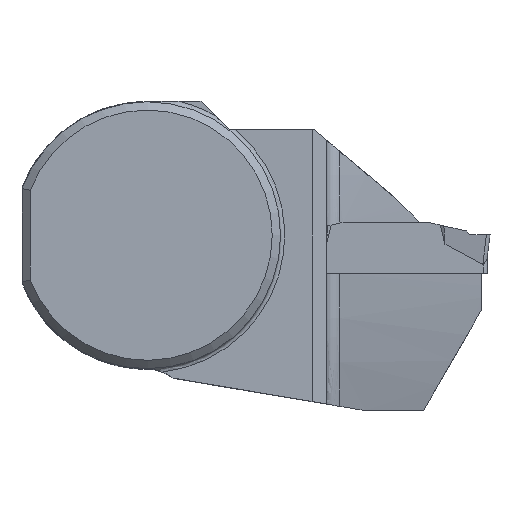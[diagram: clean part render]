
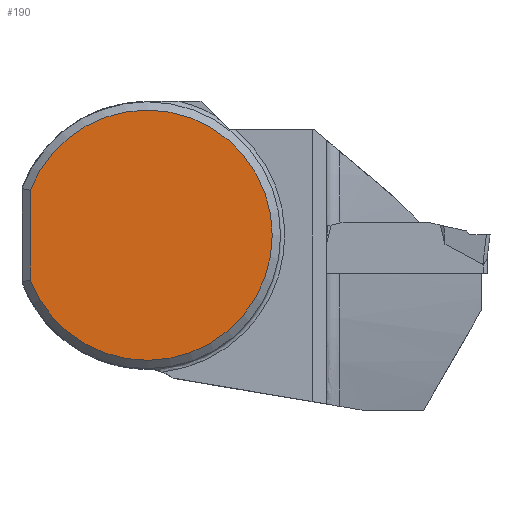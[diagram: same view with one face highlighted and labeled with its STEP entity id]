
A CAD part, top view. The second image highlights one B-rep face of the part: STEP entity #190.
In plain terms, the highlighted planar face has unit normal (0, 0, 1).
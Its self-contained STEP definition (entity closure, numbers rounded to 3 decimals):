
#136=PLANE('',#1475);
#190=ADVANCED_FACE('',(#270),#136,.F.);
#270=FACE_OUTER_BOUND('',#338,.T.);
#338=EDGE_LOOP('',(#738,#739));
#407=CIRCLE('',#1474,15.);
#452=LINE('',#2087,#574);
#574=VECTOR('',#1660,1.);
#738=ORIENTED_EDGE('',*,*,#1235,.F.);
#739=ORIENTED_EDGE('',*,*,#1236,.T.);
#1100=VERTEX_POINT('',#2088);
#1101=VERTEX_POINT('',#2089);
#1235=EDGE_CURVE('',#1100,#1101,#452,.T.);
#1236=EDGE_CURVE('',#1100,#1101,#407,.T.);
#1474=AXIS2_PLACEMENT_3D('',#2090,#1661,#1662);
#1475=AXIS2_PLACEMENT_3D('',#2091,#1663,#1664);
#1660=DIRECTION('',(0.,1.,0.));
#1661=DIRECTION('',(0.,0.,1.));
#1662=DIRECTION('',(1.,0.,0.));
#1663=DIRECTION('',(0.,0.,-1.));
#1664=DIRECTION('',(1.,0.,0.));
#2087=CARTESIAN_POINT('',(-14.,0.,0.325));
#2088=CARTESIAN_POINT('',(-14.,-5.385,0.325));
#2089=CARTESIAN_POINT('',(-14.,5.385,0.325));
#2090=CARTESIAN_POINT('',(0.,0.,0.325));
#2091=CARTESIAN_POINT('',(0.,0.,0.325));
